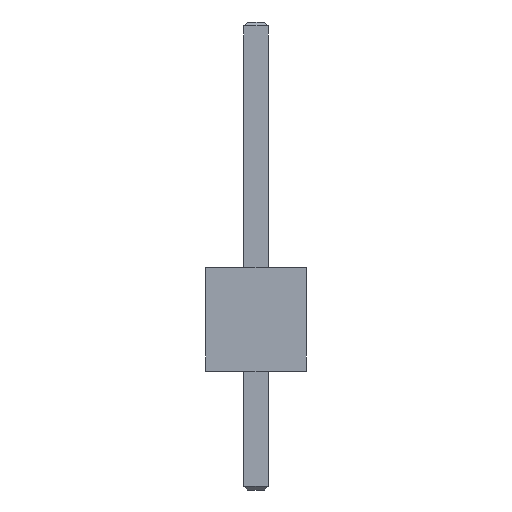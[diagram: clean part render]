
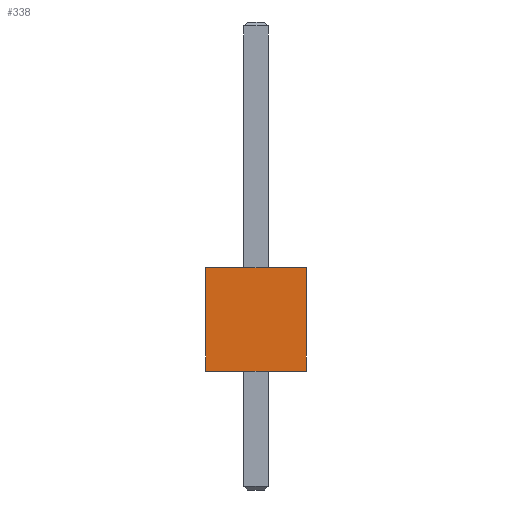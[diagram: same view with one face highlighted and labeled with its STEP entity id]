
A CAD part, front view. The second image highlights one B-rep face of the part: STEP entity #338.
In plain terms, the highlighted face is planar.
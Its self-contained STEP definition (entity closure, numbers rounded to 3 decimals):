
#338=ADVANCED_FACE('',(#543),#545,.T.);
#543=FACE_BOUND('',#544,.T.);
#544=EDGE_LOOP('',(#699,#700,#701,#702));
#545=PLANE('',#546);
#546=AXIS2_PLACEMENT_3D('',#547,#548,#549);
#547=CARTESIAN_POINT('',(0.,0.,0.));
#548=DIRECTION('',(0.,0.,1.));
#549=DIRECTION('',(1.,0.,0.));
#699=ORIENTED_EDGE('',*,*,#773,.T.);
#700=ORIENTED_EDGE('',*,*,#791,.T.);
#701=ORIENTED_EDGE('',*,*,#792,.F.);
#702=ORIENTED_EDGE('',*,*,#793,.F.);
#773=EDGE_CURVE('',#828,#826,#829,.T.);
#791=EDGE_CURVE('',#826,#856,#858,.T.);
#792=EDGE_CURVE('',#859,#856,#860,.T.);
#793=EDGE_CURVE('',#828,#859,#861,.T.);
#826=VERTEX_POINT('',#912);
#828=VERTEX_POINT('',#916);
#829=LINE('',#917,#918);
#856=VERTEX_POINT('',#978);
#858=LINE('',#982,#983);
#859=VERTEX_POINT('',#985);
#860=LINE('',#986,#987);
#861=LINE('',#989,#990);
#912=CARTESIAN_POINT('',(2.54,0.,0.));
#916=CARTESIAN_POINT('',(0.,0.,0.));
#917=CARTESIAN_POINT('',(0.,0.,0.));
#918=VECTOR('',#919,1.);
#919=DIRECTION('',(1.,0.,0.));
#978=CARTESIAN_POINT('',(2.54,2.6,0.));
#982=CARTESIAN_POINT('',(2.54,0.,0.));
#983=VECTOR('',#984,1.);
#984=DIRECTION('',(0.,1.,0.));
#985=CARTESIAN_POINT('',(0.,2.6,0.));
#986=CARTESIAN_POINT('',(0.,2.6,0.));
#987=VECTOR('',#988,1.);
#988=DIRECTION('',(1.,0.,0.));
#989=CARTESIAN_POINT('',(0.,0.,0.));
#990=VECTOR('',#991,1.);
#991=DIRECTION('',(0.,1.,0.));
